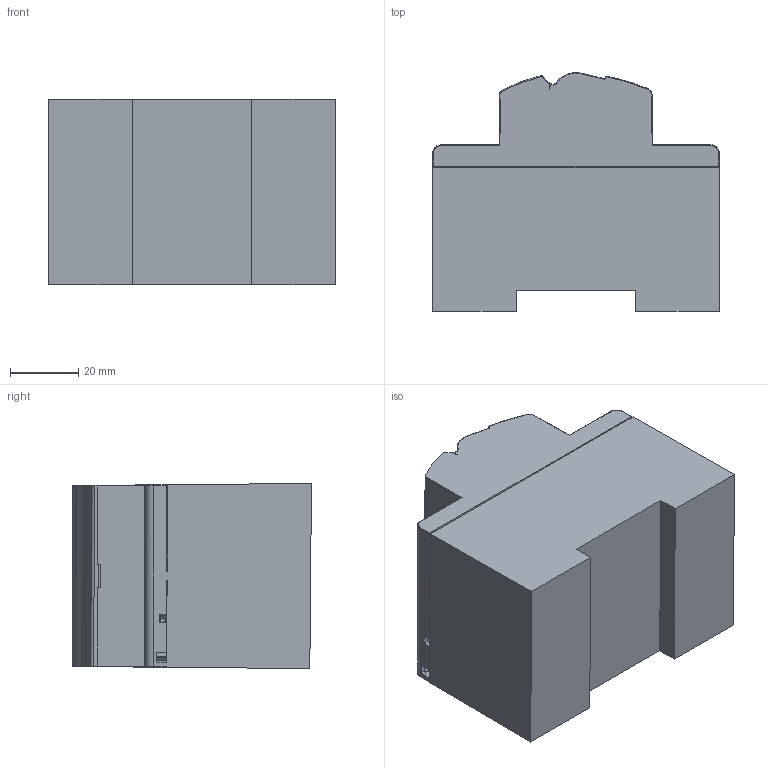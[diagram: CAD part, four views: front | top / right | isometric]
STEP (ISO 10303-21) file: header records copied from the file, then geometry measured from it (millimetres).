
FILE_DESCRIPTION(('CATIA V5 STEP Exchange','CAx-IF Rec.Pracs.--- Model Styling and Organization---1.4--- 2014-01-23'),'2;1');
FILE_NAME('GWD6721.CATProduct.stp','2020-09-23T14:55:02+00:00',('none'),('none'),'CATIA Version 5-6 Release 2016 SP6','CATIA V5 STEP AP214','none');
FILE_SCHEMA(('AUTOMOTIVE_DESIGN { 1 0 10303 214 1 1 1 1 }'));
Length unit declared in the file: millimetre
Products named in the file (2): GWD6721; 64355795
Assembly tree (1 placements, depth 2):
  GWD6721
    64355795
Bounding box: 84 x 70.01 x 54.24 mm (x, y, z)
Volume: 192621.8 mm3; surface area: 42189 mm2
Topology: 1 solids, 1 shells, 476 faces, 1425 edges, 919 vertices
Faces by surface type: plane 243, cylinder 180, bspline 28, sphere 10, torus 8, cone 4, extrusion 3
Entity records: 19101 total; most frequent: CARTESIAN_POINT 6580, ORIENTED_EDGE 2846, DIRECTION 1954, EDGE_CURVE 1423, VERTEX_POINT 915, VECTOR 857, LINE 854, AXIS2_PLACEMENT_3D 672
